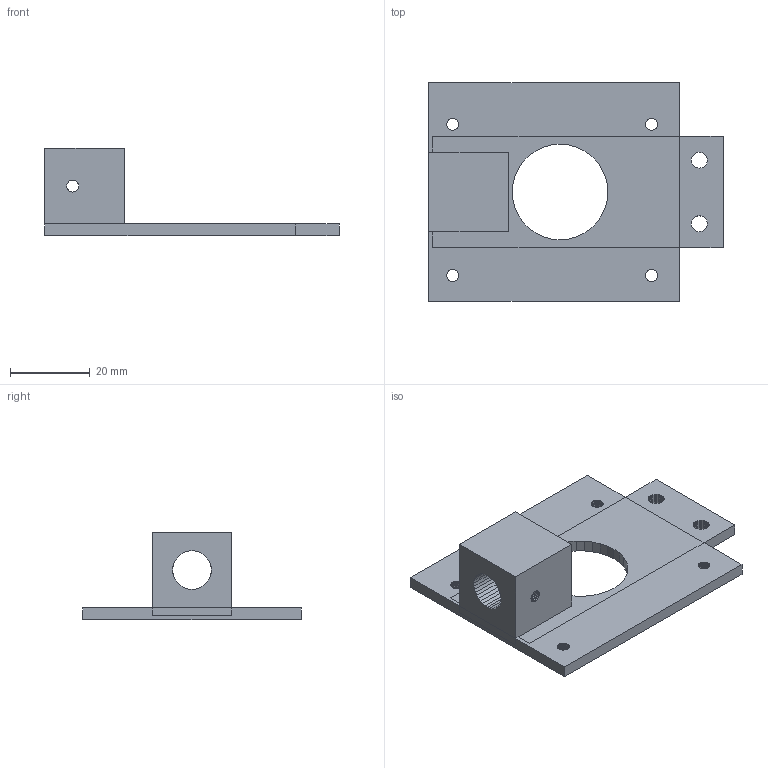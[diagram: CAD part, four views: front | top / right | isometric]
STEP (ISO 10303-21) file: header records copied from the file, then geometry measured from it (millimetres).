
FILE_DESCRIPTION(('FreeCAD Model'),'2;1');
FILE_NAME( 'IRTmount_pantilt.step', '2017-03-10T14:19:12',('Author'),(''), 'Open CASCADE STEP processor 6.8','FreeCAD','Unknown');
FILE_SCHEMA(('AUTOMOTIVE_DESIGN_CC2 { 1 2 10303 214 -1 1 5 4 }'));
Length unit declared in the file: millimetre
Products named in the file (2): ASSEMBLY; difference
Assembly tree (1 placements, depth 2):
  ASSEMBLY
    difference
Bounding box: 74 x 55 x 22 mm (x, y, z)
Volume: 15865.4 mm3; surface area: 9780.4 mm2
Topology: 1 solids, 1 shells, 385 faces, 1145 edges, 760 vertices
Faces by surface type: plane 385
Entity records: 26113 total; most frequent: CARTESIAN_POINT 6052, DIRECTION 2739, ORIENTED_EDGE 2290, PCURVE 2290, DEFINITIONAL_REPRESENTATION 2290, LINE 1965, VECTOR 1965, B_SPLINE_CURVE_WITH_KNOTS 1470
